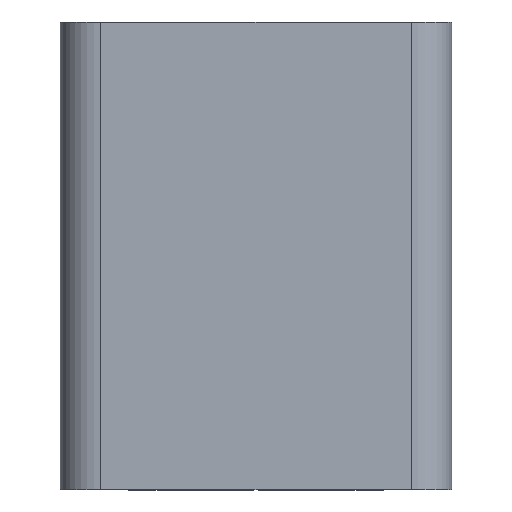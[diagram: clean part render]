
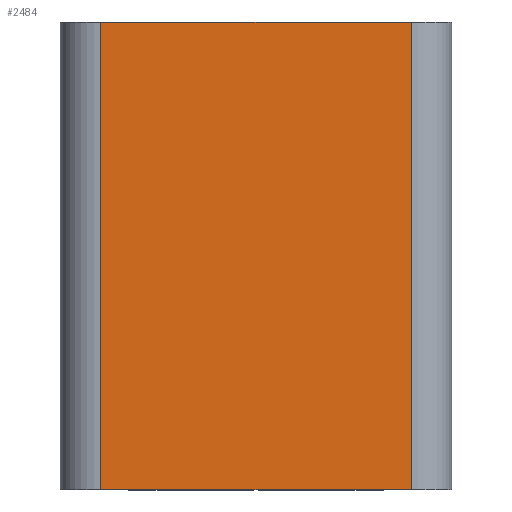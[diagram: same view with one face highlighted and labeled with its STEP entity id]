
A CAD part, top view. The second image highlights one B-rep face of the part: STEP entity #2484.
In plain terms, the highlighted planar face has unit normal (0, 0, 1).
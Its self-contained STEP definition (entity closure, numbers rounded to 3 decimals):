
#146=PLANE('',#2739);
#294=FACE_OUTER_BOUND('',#444,.T.);
#444=EDGE_LOOP('',(#2275,#2276,#2277,#2278));
#706=LINE('',#4149,#974);
#711=LINE('',#4165,#979);
#714=LINE('',#4171,#982);
#715=LINE('',#4172,#983);
#974=VECTOR('',#3427,10.);
#979=VECTOR('',#3448,10.);
#982=VECTOR('',#3453,10.);
#983=VECTOR('',#3454,10.);
#1263=VERTEX_POINT('',#4146);
#1264=VERTEX_POINT('',#4148);
#1267=VERTEX_POINT('',#4164);
#1269=VERTEX_POINT('',#4170);
#1595=EDGE_CURVE('',#1264,#1263,#706,.T.);
#1603=EDGE_CURVE('',#1267,#1264,#711,.T.);
#1606=EDGE_CURVE('',#1263,#1269,#714,.T.);
#1607=EDGE_CURVE('',#1269,#1267,#715,.T.);
#2275=ORIENTED_EDGE('',*,*,#1595,.T.);
#2276=ORIENTED_EDGE('',*,*,#1606,.T.);
#2277=ORIENTED_EDGE('',*,*,#1607,.T.);
#2278=ORIENTED_EDGE('',*,*,#1603,.T.);
#2484=ADVANCED_FACE('',(#294),#146,.T.);
#2739=AXIS2_PLACEMENT_3D('',#4169,#3451,#3452);
#3427=DIRECTION('',(0.,-1.,0.));
#3448=DIRECTION('',(-1.,0.,0.));
#3451=DIRECTION('center_axis',(0.,0.,1.));
#3452=DIRECTION('ref_axis',(1.,0.,0.));
#3453=DIRECTION('',(1.,0.,0.));
#3454=DIRECTION('',(0.,1.,0.));
#4146=CARTESIAN_POINT('',(-3.05,-4.6,0.4));
#4148=CARTESIAN_POINT('',(-3.05,4.6,0.4));
#4149=CARTESIAN_POINT('',(-3.05,-2.3,0.4));
#4164=CARTESIAN_POINT('',(3.05,4.6,0.4));
#4165=CARTESIAN_POINT('',(-3.85,4.6,0.4));
#4169=CARTESIAN_POINT('Origin',(0.,0.,0.4));
#4170=CARTESIAN_POINT('',(3.05,-4.6,0.4));
#4171=CARTESIAN_POINT('',(3.85,-4.6,0.4));
#4172=CARTESIAN_POINT('',(3.05,2.3,0.4));
